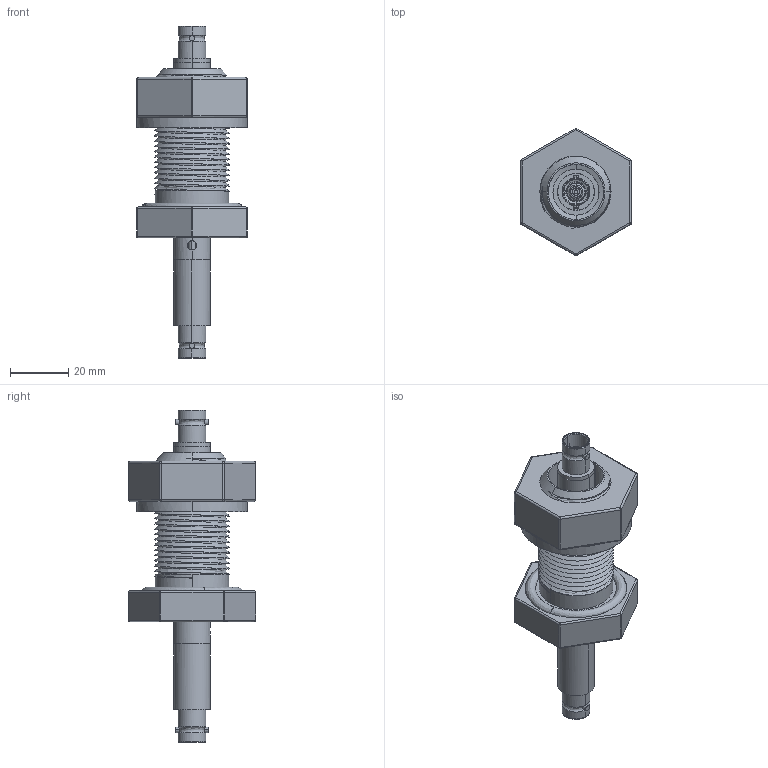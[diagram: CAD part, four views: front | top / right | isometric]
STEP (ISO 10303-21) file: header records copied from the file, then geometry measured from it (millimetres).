
FILE_DESCRIPTION (( 'STEP AP203' ), '1' );
FILE_NAME ('A0484-2-BP.STEP', '2013-05-10T14:41:32', ( '' ), ( '' ), 'SwSTEP 2.0', 'SolidWorks 2012', '' );
FILE_SCHEMA (( 'CONFIG_CONTROL_DESIGN' ));
Length unit declared in the file: inch
Products named in the file (1): A0484-2-BP
Bounding box: 38.1 x 43.84 x 114.25 mm (x, y, z)
Volume: 39455.9 mm3; surface area: 30665.1 mm2
Topology: 1 solids, 1 shells, 465 faces, 1122 edges, 681 vertices
Faces by surface type: cylinder 215, cone 103, plane 87, bspline 60
Entity records: 28466 total; most frequent: CARTESIAN_POINT 18734, ORIENTED_EDGE 2212, DIRECTION 1692, EDGE_CURVE 1106, VERTEX_POINT 681, AXIS2_PLACEMENT_3D 658, EDGE_LOOP 507, FACE_OUTER_BOUND 465
